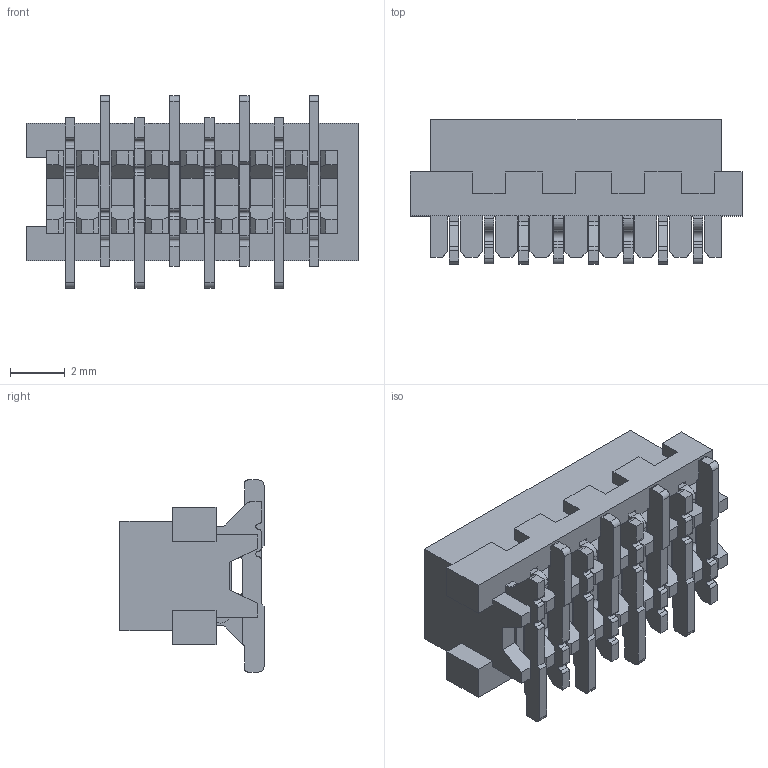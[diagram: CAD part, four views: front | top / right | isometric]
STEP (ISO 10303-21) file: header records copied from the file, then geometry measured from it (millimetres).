
FILE_DESCRIPTION((''),'2;1');
FILE_NAME('MM-8P-SMD_P1-27_L12-1_W5_H5-25','2019-01-17T',('Dragos'),(''),'PRO/ENGINEER BY PARAMETRIC TECHNOLOGY CORPORATION, 2004440','PRO/ENGINEER BY PARAMETRIC TECHNOLOGY CORPORATION, 2004440','');
FILE_SCHEMA(('AUTOMOTIVE_DESIGN { 1 0 10303 214 1 1 1 1 }'));
Length unit declared in the file: millimetre
Products named in the file (1): MM-8P-SMD_P1-27_L12-1_W5_H5-25
Bounding box: 12.1 x 5.25 x 7 mm (x, y, z)
Volume: 196.3 mm3; surface area: 626.5 mm2
Topology: 1 solids, 1 shells, 926 faces, 2668 edges, 1736 vertices
Faces by surface type: plane 694, cylinder 232
Entity records: 42951 total; most frequent: ORIENTED_EDGE 5336, CARTESIAN_POINT 5332, DIRECTION 5098, PRESENTATION_STYLE_ASSIGNMENT 3059, STYLED_ITEM 2670, CURVE_STYLE 2669, EDGE_CURVE 2668, VECTOR 2092
